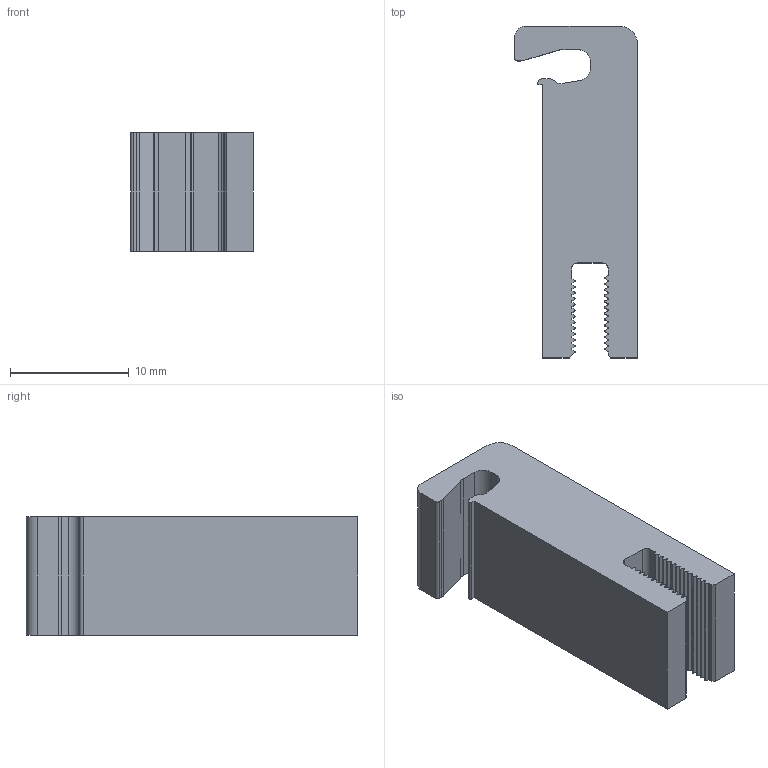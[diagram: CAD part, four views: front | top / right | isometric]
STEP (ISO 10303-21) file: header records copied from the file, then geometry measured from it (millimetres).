
FILE_DESCRIPTION((''),'2;1');
FILE_NAME('SK480.stp','2013-06-17T14:15:13',('Lochen'),(''),'Autodesk Inventor 2012','Autodesk Inventor 2012','');
FILE_SCHEMA(('AUTOMOTIVE_DESIGN { 1 0 10303 214 1 1 1 1 }'));
Length unit declared in the file: millimetre
Products named in the file (1): SK480
Bounding box: 10.34 x 28 x 10 mm (x, y, z)
Volume: 1972.4 mm3; surface area: 1476.8 mm2
Topology: 1 solids, 1 shells, 138 faces, 408 edges, 272 vertices
Faces by surface type: plane 72, cylinder 66
Entity records: 4677 total; most frequent: CARTESIAN_POINT 819, DIRECTION 818, ORIENTED_EDGE 816, EDGE_CURVE 408, VECTOR 276, LINE 276, VERTEX_POINT 272, AXIS2_PLACEMENT_3D 271
